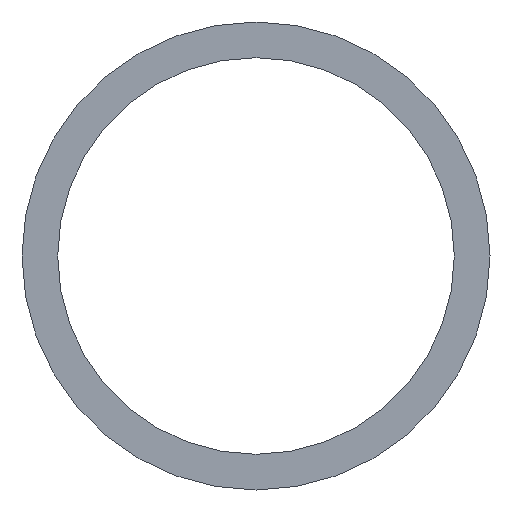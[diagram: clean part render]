
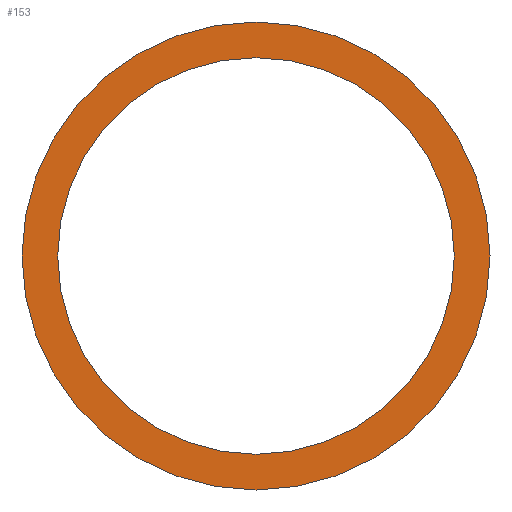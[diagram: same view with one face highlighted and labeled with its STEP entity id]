
A CAD part, left-side view. The second image highlights one B-rep face of the part: STEP entity #153.
In plain terms, the highlighted planar face has unit normal (-1, 0, 0).
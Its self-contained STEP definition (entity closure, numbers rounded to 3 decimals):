
#10 = DIRECTION ( 'NONE',  ( 1., 0., 0. ) ) ;
#18 = EDGE_LOOP ( 'NONE', ( #427, #476 ) ) ;
#49 = EDGE_CURVE ( 'NONE', #489, #332, #250, .T. ) ;
#55 = DIRECTION ( 'NONE',  ( 1., 0., 0. ) ) ;
#56 = FACE_BOUND ( 'NONE', #556, .T. ) ;
#59 = DIRECTION ( 'NONE',  ( 0., 0., -1. ) ) ;
#68 = AXIS2_PLACEMENT_3D ( 'NONE', #488, #214, #650 ) ;
#82 = CIRCLE ( 'NONE', #464, 1525. ) ;
#88 = ORIENTED_EDGE ( 'NONE', *, *, #386, .T. ) ;
#111 = AXIS2_PLACEMENT_3D ( 'NONE', #118, #10, #59 ) ;
#118 = CARTESIAN_POINT ( 'NONE',  ( -1390., 114.411, -71.232 ) ) ;
#132 = CARTESIAN_POINT ( 'NONE',  ( -1390., 114.411, -1596.232 ) ) ;
#141 = EDGE_CURVE ( 'NONE', #332, #489, #82, .T. ) ;
#149 = CARTESIAN_POINT ( 'NONE',  ( -1390., 114.411, -71.232 ) ) ;
#153 = ADVANCED_FACE ( 'NONE', ( #56, #422 ), #376, .F. ) ;
#182 = VERTEX_POINT ( 'NONE', #483 ) ;
#207 = DIRECTION ( 'NONE',  ( 0., 0., -1. ) ) ;
#214 = DIRECTION ( 'NONE',  ( 1., 0., 0. ) ) ;
#250 = CIRCLE ( 'NONE', #647, 1525. ) ;
#251 = EDGE_CURVE ( 'NONE', #601, #182, #414, .T. ) ;
#300 = CIRCLE ( 'NONE', #518, 1292.5 ) ;
#304 = DIRECTION ( 'NONE',  ( 1., 0., 0. ) ) ;
#332 = VERTEX_POINT ( 'NONE', #371 ) ;
#365 = CARTESIAN_POINT ( 'NONE',  ( -1390., 114.411, 1221.268 ) ) ;
#371 = CARTESIAN_POINT ( 'NONE',  ( -1390., 114.411, 1453.768 ) ) ;
#373 = DIRECTION ( 'NONE',  ( 0., 0., -1. ) ) ;
#376 = PLANE ( 'NONE',  #111 ) ;
#386 = EDGE_CURVE ( 'NONE', #182, #601, #300, .T. ) ;
#406 = DIRECTION ( 'NONE',  ( 0., 0., -1. ) ) ;
#414 = CIRCLE ( 'NONE', #68, 1292.5 ) ;
#422 = FACE_OUTER_BOUND ( 'NONE', #18, .T. ) ;
#425 = CARTESIAN_POINT ( 'NONE',  ( -1390., 114.411, -71.232 ) ) ;
#427 = ORIENTED_EDGE ( 'NONE', *, *, #49, .F. ) ;
#449 = ORIENTED_EDGE ( 'NONE', *, *, #251, .T. ) ;
#464 = AXIS2_PLACEMENT_3D ( 'NONE', #524, #55, #207 ) ;
#476 = ORIENTED_EDGE ( 'NONE', *, *, #141, .F. ) ;
#483 = CARTESIAN_POINT ( 'NONE',  ( -1390., 114.411, -1363.732 ) ) ;
#488 = CARTESIAN_POINT ( 'NONE',  ( -1390., 114.411, -71.232 ) ) ;
#489 = VERTEX_POINT ( 'NONE', #132 ) ;
#518 = AXIS2_PLACEMENT_3D ( 'NONE', #425, #654, #373 ) ;
#524 = CARTESIAN_POINT ( 'NONE',  ( -1390., 114.411, -71.232 ) ) ;
#556 = EDGE_LOOP ( 'NONE', ( #88, #449 ) ) ;
#601 = VERTEX_POINT ( 'NONE', #365 ) ;
#647 = AXIS2_PLACEMENT_3D ( 'NONE', #149, #304, #406 ) ;
#650 = DIRECTION ( 'NONE',  ( 0., 0., -1. ) ) ;
#654 = DIRECTION ( 'NONE',  ( 1., 0., 0. ) ) ;
